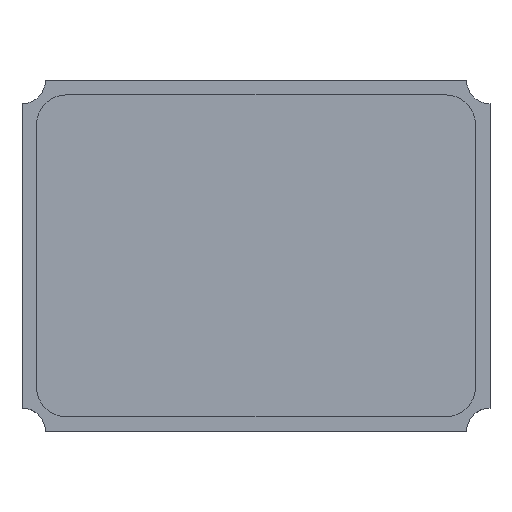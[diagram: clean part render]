
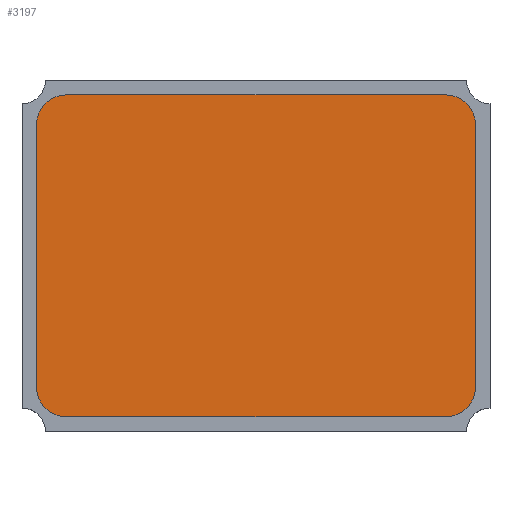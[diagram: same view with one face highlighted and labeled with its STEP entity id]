
A CAD part, top view. The second image highlights one B-rep face of the part: STEP entity #3197.
In plain terms, the highlighted planar face has unit normal (0, 0, 1).
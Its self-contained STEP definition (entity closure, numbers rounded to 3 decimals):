
#289 = PLANE('',#290);
#290 = AXIS2_PLACEMENT_3D('',#291,#292,#293);
#291 = CARTESIAN_POINT('',(-0.75,-0.55,0.55));
#292 = DIRECTION('',(-1.,0.,0.));
#293 = DIRECTION('',(0.,1.,0.));
#322 = CYLINDRICAL_SURFACE('',#323,0.1);
#323 = AXIS2_PLACEMENT_3D('',#324,#325,#326);
#324 = CARTESIAN_POINT('',(-0.65,0.45,0.55));
#325 = DIRECTION('',(0.,0.,1.));
#326 = DIRECTION('',(-1.,0.,0.));
#350 = PLANE('',#351);
#351 = AXIS2_PLACEMENT_3D('',#352,#353,#354);
#352 = CARTESIAN_POINT('',(-0.75,0.55,0.55));
#353 = DIRECTION('',(0.,1.,0.));
#354 = DIRECTION('',(1.,0.,0.));
#379 = CYLINDRICAL_SURFACE('',#380,0.1);
#380 = AXIS2_PLACEMENT_3D('',#381,#382,#383);
#381 = CARTESIAN_POINT('',(0.65,0.45,0.55));
#382 = DIRECTION('',(0.,0.,1.));
#383 = DIRECTION('',(1.,0.,0.));
#407 = PLANE('',#408);
#408 = AXIS2_PLACEMENT_3D('',#409,#410,#411);
#409 = CARTESIAN_POINT('',(0.75,0.55,0.55));
#410 = DIRECTION('',(1.,0.,0.));
#411 = DIRECTION('',(0.,-1.,0.));
#436 = CYLINDRICAL_SURFACE('',#437,0.1);
#437 = AXIS2_PLACEMENT_3D('',#438,#439,#440);
#438 = CARTESIAN_POINT('',(0.65,-0.45,0.55));
#439 = DIRECTION('',(0.,0.,1.));
#440 = DIRECTION('',(0.,-1.,0.));
#464 = PLANE('',#465);
#465 = AXIS2_PLACEMENT_3D('',#466,#467,#468);
#466 = CARTESIAN_POINT('',(0.75,-0.55,0.55));
#467 = DIRECTION('',(0.,-1.,0.));
#468 = DIRECTION('',(-1.,0.,0.));
#491 = CYLINDRICAL_SURFACE('',#492,0.1);
#492 = AXIS2_PLACEMENT_3D('',#493,#494,#495);
#493 = CARTESIAN_POINT('',(-0.65,-0.45,0.55));
#494 = DIRECTION('',(0.,0.,1.));
#495 = DIRECTION('',(-1.,0.,0.));
#1153 = VERTEX_POINT('',#1154);
#1154 = CARTESIAN_POINT('',(-0.75,-0.45,0.6));
#1175 = EDGE_CURVE('',#1153,#1176,#1178,.T.);
#1176 = VERTEX_POINT('',#1177);
#1177 = CARTESIAN_POINT('',(-0.75,0.45,0.6));
#1178 = SURFACE_CURVE('',#1179,(#1183,#1190),.PCURVE_S1.);
#1179 = LINE('',#1180,#1181);
#1180 = CARTESIAN_POINT('',(-0.75,-0.55,0.6));
#1181 = VECTOR('',#1182,1.);
#1182 = DIRECTION('',(0.,1.,0.));
#1183 = PCURVE('',#289,#1184);
#1184 = DEFINITIONAL_REPRESENTATION('',(#1185),#1189);
#1185 = LINE('',#1186,#1187);
#1186 = CARTESIAN_POINT('',(0.,-0.05));
#1187 = VECTOR('',#1188,1.);
#1188 = DIRECTION('',(1.,0.));
#1189 = ( GEOMETRIC_REPRESENTATION_CONTEXT(2) 
PARAMETRIC_REPRESENTATION_CONTEXT() REPRESENTATION_CONTEXT('2D SPACE',''
  ) );
#1190 = PCURVE('',#1191,#1196);
#1191 = PLANE('',#1192);
#1192 = AXIS2_PLACEMENT_3D('',#1193,#1194,#1195);
#1193 = CARTESIAN_POINT('',(0.,0.,0.6));
#1194 = DIRECTION('',(0.,0.,1.));
#1195 = DIRECTION('',(1.,0.,0.));
#1196 = DEFINITIONAL_REPRESENTATION('',(#1197),#1201);
#1197 = LINE('',#1198,#1199);
#1198 = CARTESIAN_POINT('',(-0.75,-0.55));
#1199 = VECTOR('',#1200,1.);
#1200 = DIRECTION('',(0.,1.));
#1201 = ( GEOMETRIC_REPRESENTATION_CONTEXT(2) 
PARAMETRIC_REPRESENTATION_CONTEXT() REPRESENTATION_CONTEXT('2D SPACE',''
  ) );
#1229 = VERTEX_POINT('',#1230);
#1230 = CARTESIAN_POINT('',(-0.65,-0.55,0.6));
#1251 = EDGE_CURVE('',#1153,#1229,#1252,.T.);
#1252 = SURFACE_CURVE('',#1253,(#1258,#1265),.PCURVE_S1.);
#1253 = CIRCLE('',#1254,0.1);
#1254 = AXIS2_PLACEMENT_3D('',#1255,#1256,#1257);
#1255 = CARTESIAN_POINT('',(-0.65,-0.45,0.6));
#1256 = DIRECTION('',(-0.,0.,1.));
#1257 = DIRECTION('',(0.,-1.,0.));
#1258 = PCURVE('',#491,#1259);
#1259 = DEFINITIONAL_REPRESENTATION('',(#1260),#1264);
#1260 = LINE('',#1261,#1262);
#1261 = CARTESIAN_POINT('',(-4.712,0.05));
#1262 = VECTOR('',#1263,1.);
#1263 = DIRECTION('',(1.,0.));
#1264 = ( GEOMETRIC_REPRESENTATION_CONTEXT(2) 
PARAMETRIC_REPRESENTATION_CONTEXT() REPRESENTATION_CONTEXT('2D SPACE',''
  ) );
#1265 = PCURVE('',#1191,#1266);
#1266 = DEFINITIONAL_REPRESENTATION('',(#1267),#1271);
#1267 = CIRCLE('',#1268,0.1);
#1268 = AXIS2_PLACEMENT_2D('',#1269,#1270);
#1269 = CARTESIAN_POINT('',(-0.65,-0.45));
#1270 = DIRECTION('',(0.,-1.));
#1271 = ( GEOMETRIC_REPRESENTATION_CONTEXT(2) 
PARAMETRIC_REPRESENTATION_CONTEXT() REPRESENTATION_CONTEXT('2D SPACE',''
  ) );
#1279 = VERTEX_POINT('',#1280);
#1280 = CARTESIAN_POINT('',(-0.65,0.55,0.6));
#1301 = EDGE_CURVE('',#1176,#1279,#1302,.T.);
#1302 = SURFACE_CURVE('',#1303,(#1308,#1315),.PCURVE_S1.);
#1303 = CIRCLE('',#1304,0.1);
#1304 = AXIS2_PLACEMENT_3D('',#1305,#1306,#1307);
#1305 = CARTESIAN_POINT('',(-0.65,0.45,0.6));
#1306 = DIRECTION('',(-0.,-0.,-1.));
#1307 = DIRECTION('',(0.,-1.,0.));
#1308 = PCURVE('',#322,#1309);
#1309 = DEFINITIONAL_REPRESENTATION('',(#1310),#1314);
#1310 = LINE('',#1311,#1312);
#1311 = CARTESIAN_POINT('',(1.571,0.05));
#1312 = VECTOR('',#1313,1.);
#1313 = DIRECTION('',(-1.,0.));
#1314 = ( GEOMETRIC_REPRESENTATION_CONTEXT(2) 
PARAMETRIC_REPRESENTATION_CONTEXT() REPRESENTATION_CONTEXT('2D SPACE',''
  ) );
#1315 = PCURVE('',#1191,#1316);
#1316 = DEFINITIONAL_REPRESENTATION('',(#1317),#1325);
#1317 = ( BOUNDED_CURVE() B_SPLINE_CURVE(2,(#1318,#1319,#1320,#1321,
#1322,#1323,#1324),.UNSPECIFIED.,.T.,.F.) B_SPLINE_CURVE_WITH_KNOTS((1,2
    ,2,2,2,1),(-2.094,0.,2.094,4.189,
6.283,8.378),.UNSPECIFIED.) CURVE() 
GEOMETRIC_REPRESENTATION_ITEM() RATIONAL_B_SPLINE_CURVE((1.,0.5,1.,0.5,
1.,0.5,1.)) REPRESENTATION_ITEM('') );
#1318 = CARTESIAN_POINT('',(-0.65,0.35));
#1319 = CARTESIAN_POINT('',(-0.823,0.35));
#1320 = CARTESIAN_POINT('',(-0.737,0.5));
#1321 = CARTESIAN_POINT('',(-0.65,0.65));
#1322 = CARTESIAN_POINT('',(-0.563,0.5));
#1323 = CARTESIAN_POINT('',(-0.477,0.35));
#1324 = CARTESIAN_POINT('',(-0.65,0.35));
#1325 = ( GEOMETRIC_REPRESENTATION_CONTEXT(2) 
PARAMETRIC_REPRESENTATION_CONTEXT() REPRESENTATION_CONTEXT('2D SPACE',''
  ) );
#1333 = VERTEX_POINT('',#1334);
#1334 = CARTESIAN_POINT('',(0.65,-0.55,0.6));
#1355 = EDGE_CURVE('',#1333,#1229,#1356,.T.);
#1356 = SURFACE_CURVE('',#1357,(#1361,#1368),.PCURVE_S1.);
#1357 = LINE('',#1358,#1359);
#1358 = CARTESIAN_POINT('',(0.75,-0.55,0.6));
#1359 = VECTOR('',#1360,1.);
#1360 = DIRECTION('',(-1.,0.,0.));
#1361 = PCURVE('',#464,#1362);
#1362 = DEFINITIONAL_REPRESENTATION('',(#1363),#1367);
#1363 = LINE('',#1364,#1365);
#1364 = CARTESIAN_POINT('',(0.,-0.05));
#1365 = VECTOR('',#1366,1.);
#1366 = DIRECTION('',(1.,0.));
#1367 = ( GEOMETRIC_REPRESENTATION_CONTEXT(2) 
PARAMETRIC_REPRESENTATION_CONTEXT() REPRESENTATION_CONTEXT('2D SPACE',''
  ) );
#1368 = PCURVE('',#1191,#1369);
#1369 = DEFINITIONAL_REPRESENTATION('',(#1370),#1374);
#1370 = LINE('',#1371,#1372);
#1371 = CARTESIAN_POINT('',(0.75,-0.55));
#1372 = VECTOR('',#1373,1.);
#1373 = DIRECTION('',(-1.,0.));
#1374 = ( GEOMETRIC_REPRESENTATION_CONTEXT(2) 
PARAMETRIC_REPRESENTATION_CONTEXT() REPRESENTATION_CONTEXT('2D SPACE',''
  ) );
#1382 = EDGE_CURVE('',#1279,#1383,#1385,.T.);
#1383 = VERTEX_POINT('',#1384);
#1384 = CARTESIAN_POINT('',(0.65,0.55,0.6));
#1385 = SURFACE_CURVE('',#1386,(#1390,#1397),.PCURVE_S1.);
#1386 = LINE('',#1387,#1388);
#1387 = CARTESIAN_POINT('',(-0.75,0.55,0.6));
#1388 = VECTOR('',#1389,1.);
#1389 = DIRECTION('',(1.,0.,0.));
#1390 = PCURVE('',#350,#1391);
#1391 = DEFINITIONAL_REPRESENTATION('',(#1392),#1396);
#1392 = LINE('',#1393,#1394);
#1393 = CARTESIAN_POINT('',(0.,-0.05));
#1394 = VECTOR('',#1395,1.);
#1395 = DIRECTION('',(1.,0.));
#1396 = ( GEOMETRIC_REPRESENTATION_CONTEXT(2) 
PARAMETRIC_REPRESENTATION_CONTEXT() REPRESENTATION_CONTEXT('2D SPACE',''
  ) );
#1397 = PCURVE('',#1191,#1398);
#1398 = DEFINITIONAL_REPRESENTATION('',(#1399),#1403);
#1399 = LINE('',#1400,#1401);
#1400 = CARTESIAN_POINT('',(-0.75,0.55));
#1401 = VECTOR('',#1402,1.);
#1402 = DIRECTION('',(1.,0.));
#1403 = ( GEOMETRIC_REPRESENTATION_CONTEXT(2) 
PARAMETRIC_REPRESENTATION_CONTEXT() REPRESENTATION_CONTEXT('2D SPACE',''
  ) );
#1431 = VERTEX_POINT('',#1432);
#1432 = CARTESIAN_POINT('',(0.75,-0.45,0.6));
#1453 = EDGE_CURVE('',#1333,#1431,#1454,.T.);
#1454 = SURFACE_CURVE('',#1455,(#1460,#1467),.PCURVE_S1.);
#1455 = CIRCLE('',#1456,0.1);
#1456 = AXIS2_PLACEMENT_3D('',#1457,#1458,#1459);
#1457 = CARTESIAN_POINT('',(0.65,-0.45,0.6));
#1458 = DIRECTION('',(-0.,0.,1.));
#1459 = DIRECTION('',(0.,-1.,0.));
#1460 = PCURVE('',#436,#1461);
#1461 = DEFINITIONAL_REPRESENTATION('',(#1462),#1466);
#1462 = LINE('',#1463,#1464);
#1463 = CARTESIAN_POINT('',(0.,0.05));
#1464 = VECTOR('',#1465,1.);
#1465 = DIRECTION('',(1.,0.));
#1466 = ( GEOMETRIC_REPRESENTATION_CONTEXT(2) 
PARAMETRIC_REPRESENTATION_CONTEXT() REPRESENTATION_CONTEXT('2D SPACE',''
  ) );
#1467 = PCURVE('',#1191,#1468);
#1468 = DEFINITIONAL_REPRESENTATION('',(#1469),#1473);
#1469 = CIRCLE('',#1470,0.1);
#1470 = AXIS2_PLACEMENT_2D('',#1471,#1472);
#1471 = CARTESIAN_POINT('',(0.65,-0.45));
#1472 = DIRECTION('',(0.,-1.));
#1473 = ( GEOMETRIC_REPRESENTATION_CONTEXT(2) 
PARAMETRIC_REPRESENTATION_CONTEXT() REPRESENTATION_CONTEXT('2D SPACE',''
  ) );
#1481 = EDGE_CURVE('',#1482,#1383,#1484,.T.);
#1482 = VERTEX_POINT('',#1483);
#1483 = CARTESIAN_POINT('',(0.75,0.45,0.6));
#1484 = SURFACE_CURVE('',#1485,(#1490,#1497),.PCURVE_S1.);
#1485 = CIRCLE('',#1486,0.1);
#1486 = AXIS2_PLACEMENT_3D('',#1487,#1488,#1489);
#1487 = CARTESIAN_POINT('',(0.65,0.45,0.6));
#1488 = DIRECTION('',(-0.,0.,1.));
#1489 = DIRECTION('',(0.,-1.,0.));
#1490 = PCURVE('',#379,#1491);
#1491 = DEFINITIONAL_REPRESENTATION('',(#1492),#1496);
#1492 = LINE('',#1493,#1494);
#1493 = CARTESIAN_POINT('',(-1.571,0.05));
#1494 = VECTOR('',#1495,1.);
#1495 = DIRECTION('',(1.,0.));
#1496 = ( GEOMETRIC_REPRESENTATION_CONTEXT(2) 
PARAMETRIC_REPRESENTATION_CONTEXT() REPRESENTATION_CONTEXT('2D SPACE',''
  ) );
#1497 = PCURVE('',#1191,#1498);
#1498 = DEFINITIONAL_REPRESENTATION('',(#1499),#1503);
#1499 = CIRCLE('',#1500,0.1);
#1500 = AXIS2_PLACEMENT_2D('',#1501,#1502);
#1501 = CARTESIAN_POINT('',(0.65,0.45));
#1502 = DIRECTION('',(0.,-1.));
#1503 = ( GEOMETRIC_REPRESENTATION_CONTEXT(2) 
PARAMETRIC_REPRESENTATION_CONTEXT() REPRESENTATION_CONTEXT('2D SPACE',''
  ) );
#1531 = EDGE_CURVE('',#1482,#1431,#1532,.T.);
#1532 = SURFACE_CURVE('',#1533,(#1537,#1544),.PCURVE_S1.);
#1533 = LINE('',#1534,#1535);
#1534 = CARTESIAN_POINT('',(0.75,0.55,0.6));
#1535 = VECTOR('',#1536,1.);
#1536 = DIRECTION('',(0.,-1.,0.));
#1537 = PCURVE('',#407,#1538);
#1538 = DEFINITIONAL_REPRESENTATION('',(#1539),#1543);
#1539 = LINE('',#1540,#1541);
#1540 = CARTESIAN_POINT('',(0.,-0.05));
#1541 = VECTOR('',#1542,1.);
#1542 = DIRECTION('',(1.,0.));
#1543 = ( GEOMETRIC_REPRESENTATION_CONTEXT(2) 
PARAMETRIC_REPRESENTATION_CONTEXT() REPRESENTATION_CONTEXT('2D SPACE',''
  ) );
#1544 = PCURVE('',#1191,#1545);
#1545 = DEFINITIONAL_REPRESENTATION('',(#1546),#1550);
#1546 = LINE('',#1547,#1548);
#1547 = CARTESIAN_POINT('',(0.75,0.55));
#1548 = VECTOR('',#1549,1.);
#1549 = DIRECTION('',(0.,-1.));
#1550 = ( GEOMETRIC_REPRESENTATION_CONTEXT(2) 
PARAMETRIC_REPRESENTATION_CONTEXT() REPRESENTATION_CONTEXT('2D SPACE',''
  ) );
#3197 = ADVANCED_FACE('',(#3198),#1191,.T.);
#3198 = FACE_BOUND('',#3199,.T.);
#3199 = EDGE_LOOP('',(#3200,#3201,#3202,#3203,#3204,#3205,#3206,#3207));
#3200 = ORIENTED_EDGE('',*,*,#1382,.F.);
#3201 = ORIENTED_EDGE('',*,*,#1301,.F.);
#3202 = ORIENTED_EDGE('',*,*,#1175,.F.);
#3203 = ORIENTED_EDGE('',*,*,#1251,.T.);
#3204 = ORIENTED_EDGE('',*,*,#1355,.F.);
#3205 = ORIENTED_EDGE('',*,*,#1453,.T.);
#3206 = ORIENTED_EDGE('',*,*,#1531,.F.);
#3207 = ORIENTED_EDGE('',*,*,#1481,.T.);
